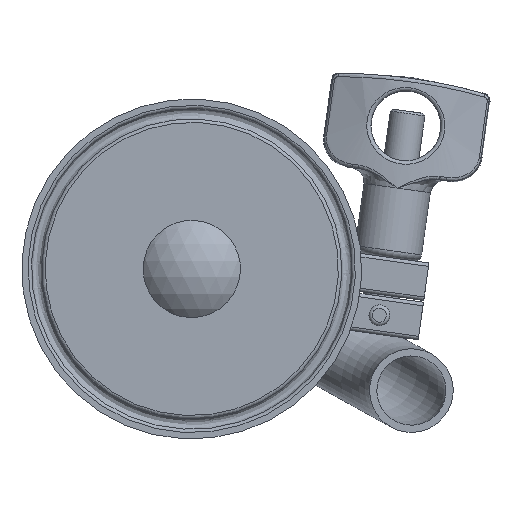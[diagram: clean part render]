
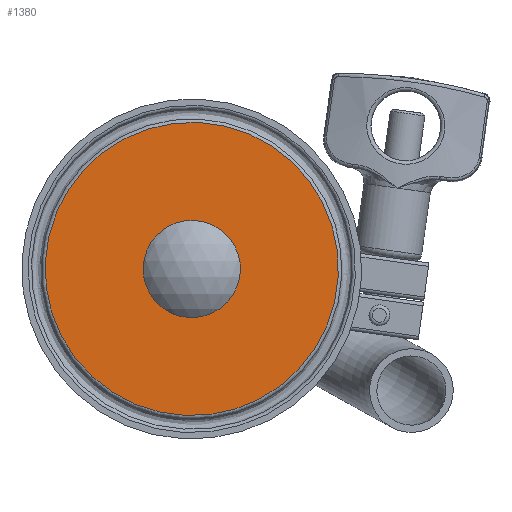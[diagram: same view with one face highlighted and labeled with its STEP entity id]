
A CAD part, front view. The second image highlights one B-rep face of the part: STEP entity #1380.
In plain terms, the highlighted face is planar.
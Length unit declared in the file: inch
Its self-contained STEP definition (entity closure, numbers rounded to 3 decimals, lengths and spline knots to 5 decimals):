
#1346=CARTESIAN_POINT('',(-1.05366,0.62221,0.0));
#1347=VERTEX_POINT('',#1346);
#1348=CARTESIAN_POINT('',(-1.05366,0.18661,0.0));
#1349=DIRECTION('',(1.0,0.0,0.0));
#1350=DIRECTION('',(0.0,1.0,0.0));
#1351=AXIS2_PLACEMENT_3D('',#1348,#1349,#1350);
#1352=CIRCLE('',#1351,0.4356);
#1353=EDGE_CURVE('',#1347,#1347,#1352,.T.);
#1361=CARTESIAN_POINT('',(-1.05366,1.06149,0.0));
#1362=DIRECTION('',(-1.0,0.0,0.0));
#1363=DIRECTION('',(0.0,0.0,1.0));
#1364=AXIS2_PLACEMENT_3D('',#1361,#1362,#1363);
#1365=PLANE('',#1364);
#1366=CARTESIAN_POINT('',(-1.05366,1.50077,0.0));
#1367=VERTEX_POINT('',#1366);
#1368=CARTESIAN_POINT('',(-1.05366,0.18661,0.0));
#1369=DIRECTION('',(1.0,0.0,0.0));
#1370=DIRECTION('',(0.0,1.0,0.0));
#1371=AXIS2_PLACEMENT_3D('',#1368,#1369,#1370);
#1372=CIRCLE('',#1371,1.31416);
#1373=EDGE_CURVE('',#1367,#1367,#1372,.T.);
#1374=ORIENTED_EDGE('',*,*,#1373,.F.);
#1375=EDGE_LOOP('',(#1374));
#1376=FACE_OUTER_BOUND('',#1375,.T.);
#1377=ORIENTED_EDGE('',*,*,#1353,.T.);
#1378=EDGE_LOOP('',(#1377));
#1379=FACE_BOUND('',#1378,.T.);
#1380=ADVANCED_FACE('',(#1376,#1379),#1365,.T.);
